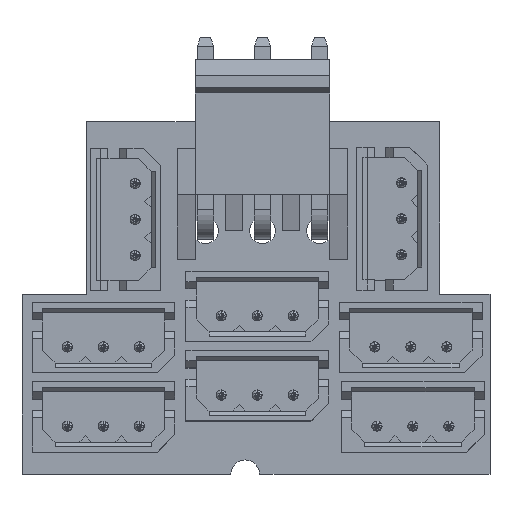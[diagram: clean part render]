
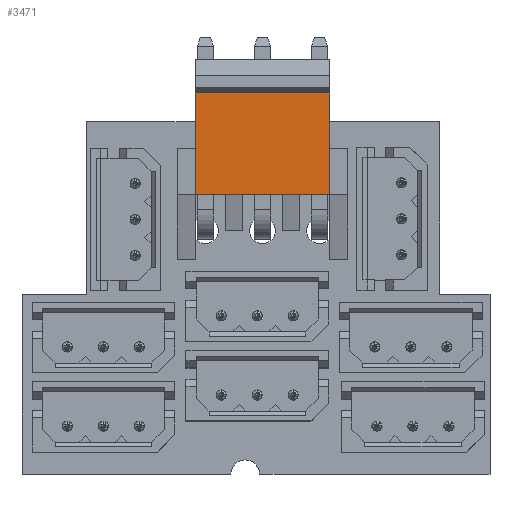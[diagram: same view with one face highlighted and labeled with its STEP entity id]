
A CAD part, top view. The second image highlights one B-rep face of the part: STEP entity #3471.
In plain terms, the highlighted face is planar.
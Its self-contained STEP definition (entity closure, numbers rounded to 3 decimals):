
#2836 = VERTEX_POINT('',#2837);
#2837 = CARTESIAN_POINT('',(-4.66,8.,2.5));
#2843 = EDGE_CURVE('',#2844,#2836,#2846,.T.);
#2844 = VERTEX_POINT('',#2845);
#2845 = CARTESIAN_POINT('',(4.66,8.,2.5));
#2846 = LINE('',#2847,#2848);
#2847 = CARTESIAN_POINT('',(15.462,8.,2.5));
#2848 = VECTOR('',#2849,1.);
#2849 = DIRECTION('',(-1.,-0.,-0.));
#3446 = VERTEX_POINT('',#3447);
#3447 = CARTESIAN_POINT('',(4.66,8.,9.55));
#3453 = EDGE_CURVE('',#3446,#3454,#3456,.T.);
#3454 = VERTEX_POINT('',#3455);
#3455 = CARTESIAN_POINT('',(-4.66,8.,9.55));
#3456 = LINE('',#3457,#3458);
#3457 = CARTESIAN_POINT('',(15.462,8.,9.55));
#3458 = VECTOR('',#3459,1.);
#3459 = DIRECTION('',(-1.,-0.,-0.));
#3471 = ADVANCED_FACE('',(#3472),#3488,.F.);
#3472 = FACE_BOUND('',#3473,.T.);
#3473 = EDGE_LOOP('',(#3474,#3475,#3481,#3482));
#3474 = ORIENTED_EDGE('',*,*,#3453,.F.);
#3475 = ORIENTED_EDGE('',*,*,#3476,.T.);
#3476 = EDGE_CURVE('',#3446,#2844,#3477,.T.);
#3477 = LINE('',#3478,#3479);
#3478 = CARTESIAN_POINT('',(4.66,8.,9.55));
#3479 = VECTOR('',#3480,1.);
#3480 = DIRECTION('',(0.,0.,-1.));
#3481 = ORIENTED_EDGE('',*,*,#2843,.T.);
#3482 = ORIENTED_EDGE('',*,*,#3483,.F.);
#3483 = EDGE_CURVE('',#3454,#2836,#3484,.T.);
#3484 = LINE('',#3485,#3486);
#3485 = CARTESIAN_POINT('',(-4.66,8.,9.55));
#3486 = VECTOR('',#3487,1.);
#3487 = DIRECTION('',(0.,0.,-1.));
#3488 = PLANE('',#3489);
#3489 = AXIS2_PLACEMENT_3D('',#3490,#3491,#3492);
#3490 = CARTESIAN_POINT('',(15.462,8.,9.55));
#3491 = DIRECTION('',(0.,-1.,0.));
#3492 = DIRECTION('',(0.,-0.,-1.));
